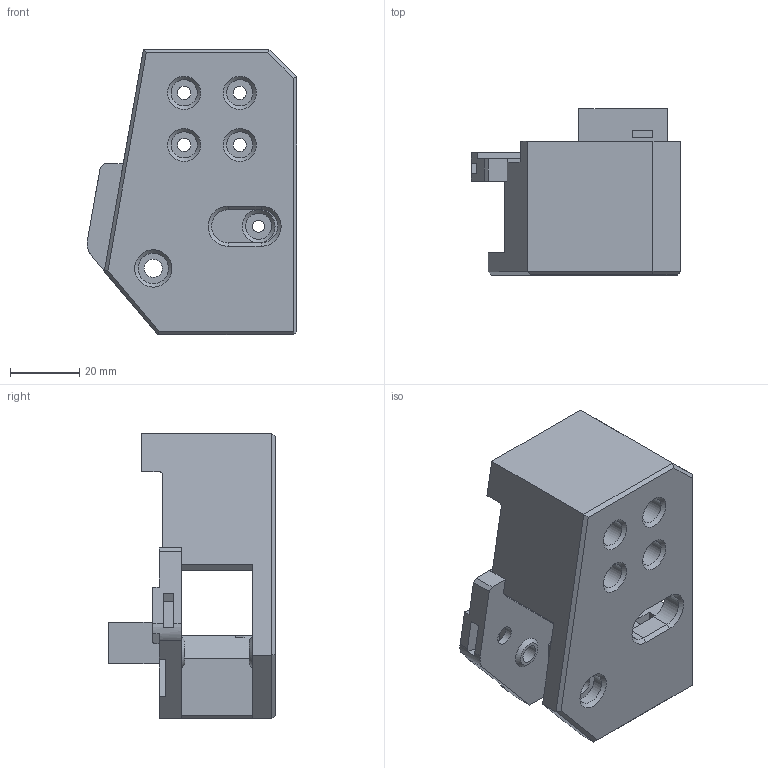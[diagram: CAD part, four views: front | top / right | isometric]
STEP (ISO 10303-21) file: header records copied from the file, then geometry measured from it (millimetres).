
FILE_DESCRIPTION(/* description */ (''),/* implementation_level */ '2;1');
FILE_NAME(/* name */ 'Right XY Top.step',/* time_stamp */ '2023-04-14T10:24:28-05:00',/* author */ (''),/* organization */ (''),/* preprocessor_version */ 'ST-DEVELOPER v19.2',/* originating_system */ 'Autodesk Translation Framework v11.17.0.187',/* authorisation */ '');
FILE_SCHEMA (('AUTOMOTIVE_DESIGN { 1 0 10303 214 3 1 1 }'));
Length unit declared in the file: millimetre
Products named in the file (1): Right-Top XY Joiner
Bounding box: 60.33 x 47.95 x 82.32 mm (x, y, z)
Volume: 93701 mm3; surface area: 26926.1 mm2
Topology: 1 solids, 1 shells, 189 faces, 506 edges, 333 vertices
Faces by surface type: plane 150, cylinder 28, cone 11
Full cylindrical faces by diameter (mm): 3.5 x9, 3.8 x4, 5.2 x2, 5.5 x2, 7.5 x5, 8.75 x1
Entity records: 5932 total; most frequent: CARTESIAN_POINT 1029, ORIENTED_EDGE 1012, DIRECTION 958, EDGE_CURVE 506, LINE 434, VECTOR 434, VERTEX_POINT 333, AXIS2_PLACEMENT_3D 262
